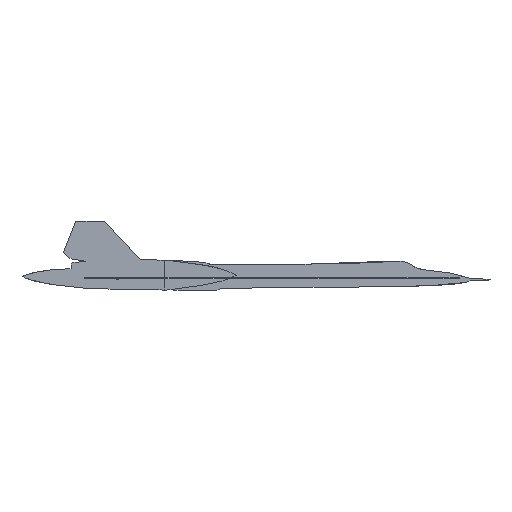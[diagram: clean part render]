
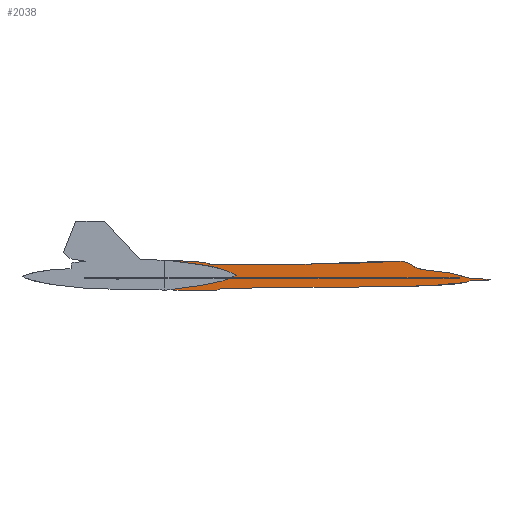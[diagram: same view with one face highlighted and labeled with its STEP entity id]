
A CAD part, left-side view. The second image highlights one B-rep face of the part: STEP entity #2038.
In plain terms, the highlighted planar face has unit normal (-1, 0, 0).
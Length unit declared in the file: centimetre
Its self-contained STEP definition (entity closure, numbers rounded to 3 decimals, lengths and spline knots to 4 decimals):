
#72=(
BOUNDED_CURVE()
B_SPLINE_CURVE(5,(#3313,#3314,#3315,#3316,#3317,#3318,#3319,#3320,#3321,
#3322,#3323,#3324,#3325,#3326,#3327),.UNSPECIFIED.,.F.,.F.)
B_SPLINE_CURVE_WITH_KNOTS((6,1,1,1,1,1,1,1,1,1,6),(-1.,-0.9,-0.8,-0.7,-0.6,
-0.5,-0.4,-0.3,-0.2,-0.1,0.),.UNSPECIFIED.)
CURVE()
GEOMETRIC_REPRESENTATION_ITEM()
RATIONAL_B_SPLINE_CURVE((1.,1.,1.,1.,1.,1.,1.,1.,1.,1.,1.,1.,1.,1.,1.))
REPRESENTATION_ITEM('')
);
#74=(
BOUNDED_CURVE()
B_SPLINE_CURVE(5,(#3457,#3458,#3459,#3460,#3461,#3462,#3463,#3464,#3465,
#3466,#3467,#3468,#3469,#3470,#3471,#3472,#3473,#3474,#3475,#3476,#3477,
#3478,#3479,#3480,#3481,#3482,#3483,#3484,#3485,#3486,#3487,#3488,#3489,
#3490,#3491),.UNSPECIFIED.,.F.,.F.)
B_SPLINE_CURVE_WITH_KNOTS((6,1,1,1,1,1,1,1,1,1,1,1,1,1,1,1,1,1,1,1,1,1,
1,1,1,1,1,1,1,1,6),(0.,0.0333,0.0667,0.1,0.1333,
0.1667,0.2,0.2333,0.2667,0.3,0.3333,
0.3667,0.4,0.4333,0.4667,0.5,0.5333,
0.5667,0.6,0.6333,0.6667,0.7,0.7333,
0.7667,0.8,0.8333,0.8667,0.9,0.9333,
0.9667,1.),.UNSPECIFIED.)
CURVE()
GEOMETRIC_REPRESENTATION_ITEM()
RATIONAL_B_SPLINE_CURVE((1.,1.,1.,1.,1.,1.,1.,1.,1.,1.,1.,1.,1.,1.,1.,1.,
1.,1.,1.,1.,1.,1.,1.,1.,1.,1.,1.,1.,1.,1.,1.,1.,1.,1.,1.))
REPRESENTATION_ITEM('')
);
#76=(
BOUNDED_CURVE()
B_SPLINE_CURVE(5,(#3537,#3538,#3539,#3540,#3541,#3542,#3543,#3544,#3545,
#3546,#3547,#3548,#3549,#3550,#3551),.UNSPECIFIED.,.F.,.F.)
B_SPLINE_CURVE_WITH_KNOTS((6,1,1,1,1,1,1,1,1,1,6),(-1.,-0.9,-0.8,-0.7,-0.6,
-0.5,-0.4,-0.3,-0.2,-0.1,0.),.UNSPECIFIED.)
CURVE()
GEOMETRIC_REPRESENTATION_ITEM()
RATIONAL_B_SPLINE_CURVE((1.,1.,1.,1.,1.,1.,1.,1.,1.,1.,1.,1.,1.,1.,1.))
REPRESENTATION_ITEM('')
);
#77=(
BOUNDED_CURVE()
B_SPLINE_CURVE(5,(#3557,#3558,#3559,#3560,#3561,#3562,#3563,#3564,#3565,
#3566,#3567,#3568),.UNSPECIFIED.,.F.,.F.)
B_SPLINE_CURVE_WITH_KNOTS((6,1,1,1,1,1,1,6),(0.,0.1,0.2,0.3,0.4,0.5,0.6,
0.6821),.UNSPECIFIED.)
CURVE()
GEOMETRIC_REPRESENTATION_ITEM()
RATIONAL_B_SPLINE_CURVE((1.,1.,1.,1.,1.,1.,1.,1.,1.,1.,1.,1.))
REPRESENTATION_ITEM('')
);
#161=FACE_OUTER_BOUND('',#275,.T.);
#275=EDGE_LOOP('',(#1625,#1626,#1627,#1628,#1629,#1630,#1631,#1632,#1633));
#467=LINE('',#3333,#708);
#470=LINE('',#3339,#711);
#474=LINE('',#3348,#715);
#476=LINE('',#3555,#717);
#477=LINE('',#3556,#718);
#708=VECTOR('',#2458,1.);
#711=VECTOR('',#2463,1.);
#715=VECTOR('',#2469,1.);
#717=VECTOR('',#2473,1.);
#718=VECTOR('',#2474,1.);
#911=VERTEX_POINT('',#3292);
#914=VERTEX_POINT('',#3311);
#915=VERTEX_POINT('',#3329);
#917=VERTEX_POINT('',#3335);
#919=VERTEX_POINT('',#3341);
#922=VERTEX_POINT('',#3346);
#923=VERTEX_POINT('',#3419);
#925=VERTEX_POINT('',#3553);
#926=VERTEX_POINT('',#3554);
#1160=EDGE_CURVE('',#911,#914,#72,.T.);
#1163=EDGE_CURVE('',#915,#911,#467,.T.);
#1166=EDGE_CURVE('',#917,#915,#470,.T.);
#1170=EDGE_CURVE('',#919,#922,#474,.T.);
#1173=EDGE_CURVE('',#923,#919,#74,.T.);
#1175=EDGE_CURVE('',#914,#923,#76,.T.);
#1176=EDGE_CURVE('',#925,#926,#476,.T.);
#1177=EDGE_CURVE('',#926,#917,#477,.T.);
#1178=EDGE_CURVE('',#922,#925,#77,.T.);
#1625=ORIENTED_EDGE('',*,*,#1176,.T.);
#1626=ORIENTED_EDGE('',*,*,#1177,.T.);
#1627=ORIENTED_EDGE('',*,*,#1166,.T.);
#1628=ORIENTED_EDGE('',*,*,#1163,.T.);
#1629=ORIENTED_EDGE('',*,*,#1160,.T.);
#1630=ORIENTED_EDGE('',*,*,#1175,.T.);
#1631=ORIENTED_EDGE('',*,*,#1173,.T.);
#1632=ORIENTED_EDGE('',*,*,#1170,.T.);
#1633=ORIENTED_EDGE('',*,*,#1178,.T.);
#1938=PLANE('',#2167);
#2038=ADVANCED_FACE('',(#161),#1938,.F.);
#2167=AXIS2_PLACEMENT_3D('',#3552,#2471,#2472);
#2458=DIRECTION('',(0.,-1.,0.009));
#2463=DIRECTION('',(0.,-0.832,0.555));
#2469=DIRECTION('',(0.,1.,0.));
#2471=DIRECTION('center_axis',(1.,0.,0.));
#2472=DIRECTION('ref_axis',(0.,1.,0.));
#2473=DIRECTION('',(0.,0.,-1.));
#2474=DIRECTION('',(0.,-1.,-0.013));
#3292=CARTESIAN_POINT('',(0.029,-4.1,-0.35));
#3311=CARTESIAN_POINT('',(0.029,-8.8,-0.1));
#3313=CARTESIAN_POINT('Ctrl Pts',(0.029,-4.1,-0.35));
#3314=CARTESIAN_POINT('Ctrl Pts',(0.029,-4.2499,-0.3496));
#3315=CARTESIAN_POINT('Ctrl Pts',(0.029,-4.5457,-0.3483));
#3316=CARTESIAN_POINT('Ctrl Pts',(0.029,-4.9769,-0.3455));
#3317=CARTESIAN_POINT('Ctrl Pts',(0.029,-5.5265,-0.3396));
#3318=CARTESIAN_POINT('Ctrl Pts',(0.029,-6.1681,-0.3286));
#3319=CARTESIAN_POINT('Ctrl Pts',(0.029,-6.7581,-0.3134));
#3320=CARTESIAN_POINT('Ctrl Pts',(0.029,-7.2888,-0.2933));
#3321=CARTESIAN_POINT('Ctrl Pts',(0.029,-7.7512,-0.2677));
#3322=CARTESIAN_POINT('Ctrl Pts',(0.029,-8.1372,-0.2358));
#3323=CARTESIAN_POINT('Ctrl Pts',(0.029,-8.4423,-0.1974));
#3324=CARTESIAN_POINT('Ctrl Pts',(0.029,-8.6231,-0.1615));
#3325=CARTESIAN_POINT('Ctrl Pts',(0.029,-8.7246,-0.1318));
#3326=CARTESIAN_POINT('Ctrl Pts',(0.029,-8.7774,-0.1108));
#3327=CARTESIAN_POINT('Ctrl Pts',(0.029,-8.8,-0.1));
#3329=CARTESIAN_POINT('',(0.029,1.4,-0.4));
#3333=CARTESIAN_POINT('',(0.029,-4.1,-0.35));
#3335=CARTESIAN_POINT('',(0.029,1.55,-0.5));
#3339=CARTESIAN_POINT('',(0.029,1.4,-0.4));
#3341=CARTESIAN_POINT('',(0.029,-2.2548,0.59));
#3346=CARTESIAN_POINT('',(0.029,1.85,0.59));
#3348=CARTESIAN_POINT('',(0.029,-2.2548,0.59));
#3419=CARTESIAN_POINT('',(0.029,-8.8,0.));
#3457=CARTESIAN_POINT('Ctrl Pts',(0.029,-8.8,0.));
#3458=CARTESIAN_POINT('Ctrl Pts',(0.029,-8.7729,0.0069));
#3459=CARTESIAN_POINT('Ctrl Pts',(0.029,-8.7187,0.0216));
#3460=CARTESIAN_POINT('Ctrl Pts',(0.029,-8.6367,0.0468));
#3461=CARTESIAN_POINT('Ctrl Pts',(0.029,-8.524,0.0856));
#3462=CARTESIAN_POINT('Ctrl Pts',(0.029,-8.365,0.1376));
#3463=CARTESIAN_POINT('Ctrl Pts',(0.029,-8.1753,0.1876));
#3464=CARTESIAN_POINT('Ctrl Pts',(0.029,-7.9483,0.2309));
#3465=CARTESIAN_POINT('Ctrl Pts',(0.029,-7.6899,0.2663));
#3466=CARTESIAN_POINT('Ctrl Pts',(0.029,-7.4171,0.2959));
#3467=CARTESIAN_POINT('Ctrl Pts',(0.029,-7.1517,0.3232));
#3468=CARTESIAN_POINT('Ctrl Pts',(0.029,-6.9157,0.3527));
#3469=CARTESIAN_POINT('Ctrl Pts',(0.029,-6.7256,0.3881));
#3470=CARTESIAN_POINT('Ctrl Pts',(0.029,-6.5881,0.4316));
#3471=CARTESIAN_POINT('Ctrl Pts',(0.029,-6.4932,0.4823));
#3472=CARTESIAN_POINT('Ctrl Pts',(0.029,-6.4197,0.5368));
#3473=CARTESIAN_POINT('Ctrl Pts',(0.029,-6.344,0.5905));
#3474=CARTESIAN_POINT('Ctrl Pts',(0.029,-6.2491,0.6386));
#3475=CARTESIAN_POINT('Ctrl Pts',(0.029,-6.1249,0.6768));
#3476=CARTESIAN_POINT('Ctrl Pts',(0.029,-5.9668,0.702));
#3477=CARTESIAN_POINT('Ctrl Pts',(0.029,-5.774,0.7133));
#3478=CARTESIAN_POINT('Ctrl Pts',(0.029,-5.549,0.712));
#3479=CARTESIAN_POINT('Ctrl Pts',(0.029,-5.2961,0.7005));
#3480=CARTESIAN_POINT('Ctrl Pts',(0.029,-5.021,0.6823));
#3481=CARTESIAN_POINT('Ctrl Pts',(0.029,-4.7299,0.6608));
#3482=CARTESIAN_POINT('Ctrl Pts',(0.029,-4.4284,0.6394));
#3483=CARTESIAN_POINT('Ctrl Pts',(0.029,-4.121,0.6204));
#3484=CARTESIAN_POINT('Ctrl Pts',(0.029,-3.8107,0.6051));
#3485=CARTESIAN_POINT('Ctrl Pts',(0.029,-3.4993,0.5941));
#3486=CARTESIAN_POINT('Ctrl Pts',(0.029,-3.1879,0.5874));
#3487=CARTESIAN_POINT('Ctrl Pts',(0.029,-2.8767,0.5847));
#3488=CARTESIAN_POINT('Ctrl Pts',(0.029,-2.628,0.5853));
#3489=CARTESIAN_POINT('Ctrl Pts',(0.029,-2.4414,0.5871));
#3490=CARTESIAN_POINT('Ctrl Pts',(0.029,-2.317,0.589));
#3491=CARTESIAN_POINT('Ctrl Pts',(0.029,-2.2548,0.59));
#3537=CARTESIAN_POINT('Ctrl Pts',(0.029,-8.8,-0.1));
#3538=CARTESIAN_POINT('Ctrl Pts',(0.029,-8.8607,-0.098));
#3539=CARTESIAN_POINT('Ctrl Pts',(0.029,-8.9767,-0.094));
#3540=CARTESIAN_POINT('Ctrl Pts',(0.029,-9.1349,-0.088));
#3541=CARTESIAN_POINT('Ctrl Pts',(0.029,-9.3135,-0.08));
#3542=CARTESIAN_POINT('Ctrl Pts',(0.029,-9.4792,-0.07));
#3543=CARTESIAN_POINT('Ctrl Pts',(0.029,-9.5823,-0.06));
#3544=CARTESIAN_POINT('Ctrl Pts',(0.029,-9.6176,-0.05));
#3545=CARTESIAN_POINT('Ctrl Pts',(0.029,-9.5823,-0.04));
#3546=CARTESIAN_POINT('Ctrl Pts',(0.029,-9.4792,-0.03));
#3547=CARTESIAN_POINT('Ctrl Pts',(0.029,-9.3135,-0.02));
#3548=CARTESIAN_POINT('Ctrl Pts',(0.029,-9.1349,-0.012));
#3549=CARTESIAN_POINT('Ctrl Pts',(0.029,-8.9767,-0.006));
#3550=CARTESIAN_POINT('Ctrl Pts',(0.029,-8.8607,-0.002));
#3551=CARTESIAN_POINT('Ctrl Pts',(0.029,-8.8,0.));
#3552=CARTESIAN_POINT('Origin',(0.029,-0.0588,0.9177));
#3553=CARTESIAN_POINT('',(0.029,3.3,0.733));
#3554=CARTESIAN_POINT('',(0.029,3.3,-0.4769));
#3555=CARTESIAN_POINT('',(0.029,3.3,0.4738));
#3556=CARTESIAN_POINT('',(0.029,1.55,-0.5));
#3557=CARTESIAN_POINT('Ctrl Pts',(0.029,1.85,0.59));
#3558=CARTESIAN_POINT('Ctrl Pts',(0.029,1.8541,0.5957));
#3559=CARTESIAN_POINT('Ctrl Pts',(0.029,1.868,0.6068));
#3560=CARTESIAN_POINT('Ctrl Pts',(0.029,1.9058,0.6229));
#3561=CARTESIAN_POINT('Ctrl Pts',(0.029,1.9906,0.643));
#3562=CARTESIAN_POINT('Ctrl Pts',(0.029,2.1564,0.6658));
#3563=CARTESIAN_POINT('Ctrl Pts',(0.029,2.3818,0.6863));
#3564=CARTESIAN_POINT('Ctrl Pts',(0.029,2.6519,0.704));
#3565=CARTESIAN_POINT('Ctrl Pts',(0.029,2.9011,0.7166));
#3566=CARTESIAN_POINT('Ctrl Pts',(0.029,3.1017,0.7253));
#3567=CARTESIAN_POINT('Ctrl Pts',(0.029,3.2375,0.7307));
#3568=CARTESIAN_POINT('Ctrl Pts',(0.029,3.3,0.733));
